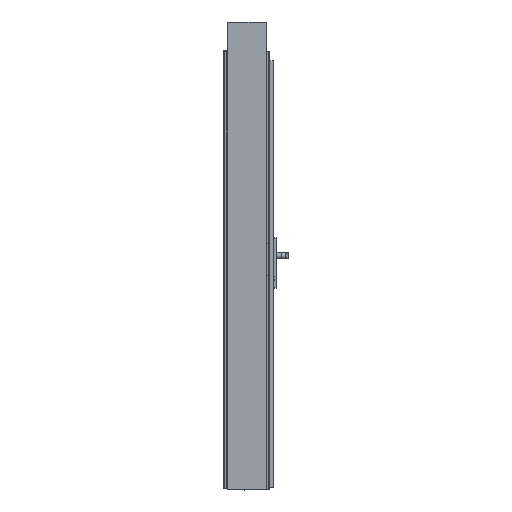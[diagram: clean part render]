
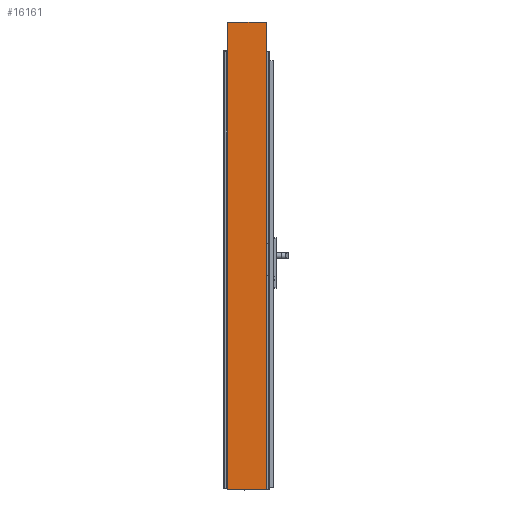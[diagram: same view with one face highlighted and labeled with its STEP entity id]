
A CAD part, left-side view. The second image highlights one B-rep face of the part: STEP entity #16161.
In plain terms, the highlighted planar face has unit normal (-1, 0, 0).
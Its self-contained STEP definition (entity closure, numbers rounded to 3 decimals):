
#16161=ADVANCED_FACE('',(#28601),#24191,.T.);
#24191=PLANE('',#140857);
#28601=FACE_OUTER_BOUND('',#35646,.T.);
#35646=EDGE_LOOP('',(#44932,#44933,#44934,#44935));
#44932=ORIENTED_EDGE('',*,*,#96221,.T.);
#44933=ORIENTED_EDGE('',*,*,#96220,.T.);
#44934=ORIENTED_EDGE('',*,*,#96222,.F.);
#44935=ORIENTED_EDGE('',*,*,#96200,.T.);
#83404=VERTEX_POINT('',#186414);
#83406=VERTEX_POINT('',#186417);
#83418=VERTEX_POINT('',#186453);
#83419=VERTEX_POINT('',#186455);
#96200=EDGE_CURVE('',#83406,#83404,#115450,.T.);
#96220=EDGE_CURVE('',#83418,#83419,#115470,.T.);
#96221=EDGE_CURVE('',#83404,#83418,#115471,.T.);
#96222=EDGE_CURVE('',#83406,#83419,#115472,.T.);
#115450=LINE('',#186416,#128035);
#115470=LINE('',#186456,#128055);
#115471=LINE('',#186458,#128056);
#115472=LINE('',#186459,#128057);
#128035=VECTOR('',#151768,1.);
#128055=VECTOR('',#151800,1.);
#128056=VECTOR('',#151803,1.);
#128057=VECTOR('',#151804,1.);
#140857=AXIS2_PLACEMENT_3D('',#186460,#151805,#151806);
#151768=DIRECTION('',(0.,-1.,0.));
#151800=DIRECTION('',(0.,1.,0.));
#151803=DIRECTION('',(0.,0.,1.));
#151804=DIRECTION('',(0.,0.,1.));
#151805=DIRECTION('',(-1.,0.,0.));
#151806=DIRECTION('',(0.,0.,1.));
#186414=CARTESIAN_POINT('',(-507.5,-10.,-7.75));
#186416=CARTESIAN_POINT('',(-507.5,174.4,-7.75));
#186417=CARTESIAN_POINT('',(-507.5,174.4,-7.75));
#186453=CARTESIAN_POINT('',(-507.5,-10.,2215.25));
#186455=CARTESIAN_POINT('',(-507.5,174.4,2215.25));
#186456=CARTESIAN_POINT('',(-507.5,174.4,2215.25));
#186458=CARTESIAN_POINT('',(-507.5,-10.,2215.25));
#186459=CARTESIAN_POINT('',(-507.5,174.4,2215.25));
#186460=CARTESIAN_POINT('',(-507.5,174.4,2215.25));
